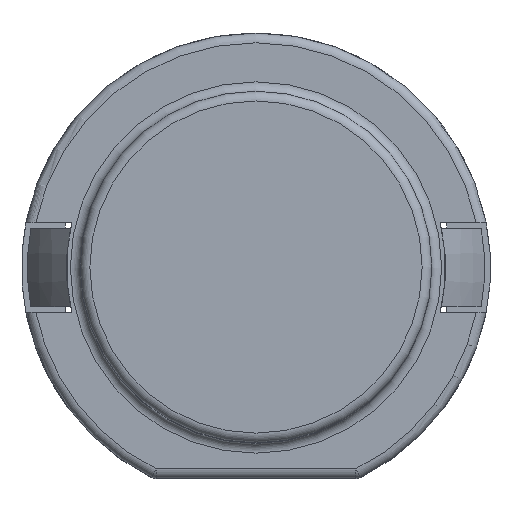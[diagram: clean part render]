
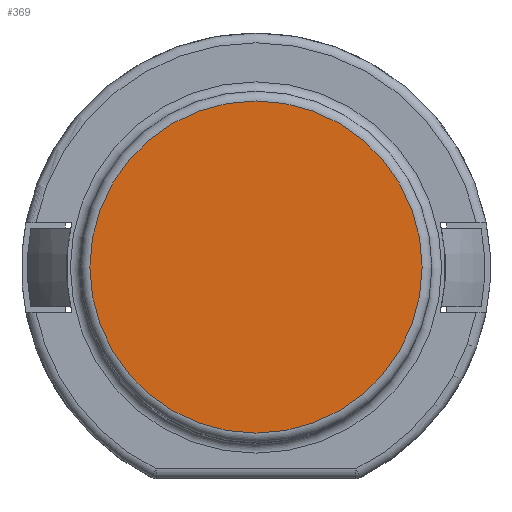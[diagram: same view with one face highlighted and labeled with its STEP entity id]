
A CAD part, top view. The second image highlights one B-rep face of the part: STEP entity #369.
In plain terms, the highlighted planar face has unit normal (0, 0, 1).
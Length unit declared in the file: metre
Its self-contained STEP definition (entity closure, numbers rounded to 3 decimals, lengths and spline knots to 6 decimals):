
#369 = ADVANCED_FACE( '', ( #1007 ), #1008, .T. );
#1007 = FACE_OUTER_BOUND( '', #1966, .T. );
#1008 = PLANE( '', #1967 );
#1966 = EDGE_LOOP( '', ( #3217 ) );
#1967 = AXIS2_PLACEMENT_3D( '', #3218, #3219, #3220 );
#3217 = ORIENTED_EDGE( '', *, *, #5923, .T. );
#3218 = CARTESIAN_POINT( '', ( 0., 0.0003, 0.014 ) );
#3219 = DIRECTION( '', ( 0., 0., 1. ) );
#3220 = DIRECTION( '', ( 1., 0., 0. ) );
#5923 = EDGE_CURVE( '', #7091, #7091, #7092, .T. );
#7091 = VERTEX_POINT( '', #8790 );
#7092 = CIRCLE( '', #8791, 0.00425 );
#8790 = CARTESIAN_POINT( '', ( 0.00425, 0., 0.014 ) );
#8791 = AXIS2_PLACEMENT_3D( '', #11079, #11080, #11081 );
#11079 = CARTESIAN_POINT( '', ( 0., 0., 0.014 ) );
#11080 = DIRECTION( '', ( 0., 0., 1. ) );
#11081 = DIRECTION( '', ( 1., 0., 0. ) );
